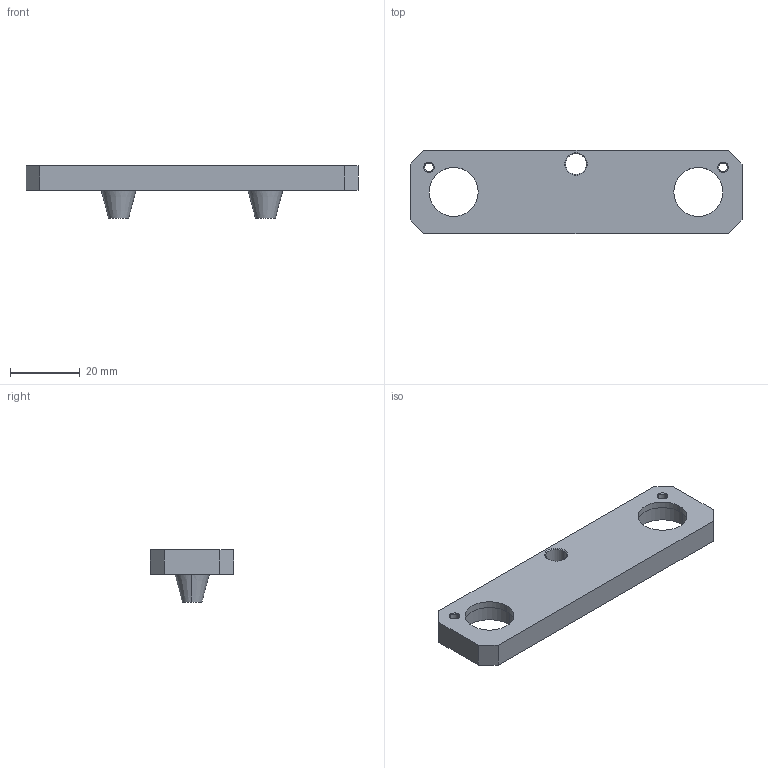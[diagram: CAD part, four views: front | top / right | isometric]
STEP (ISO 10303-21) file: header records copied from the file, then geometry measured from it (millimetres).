
FILE_DESCRIPTION (( 'STEP AP203' ), '1' );
FILE_NAME ('TR_spool_roller_inner_part_v1_0.STEP', '2018-05-17T19:14:18', ( '' ), ( '' ), 'SwSTEP 2.0', 'SolidWorks 2017', '' );
FILE_SCHEMA (( 'CONFIG_CONTROL_DESIGN' ));
Length unit declared in the file: millimetre
Products named in the file (1): TR_spool_roller_inner_part_v1_0
Bounding box: 95 x 24 x 15 mm (x, y, z)
Volume: 13635.6 mm3; surface area: 6618.3 mm2
Topology: 1 solids, 1 shells, 44 faces, 102 edges, 64 vertices
Faces by surface type: cone 16, cylinder 14, plane 14
Entity records: 1355 total; most frequent: DIRECTION 240, CARTESIAN_POINT 211, ORIENTED_EDGE 204, EDGE_CURVE 102, AXIS2_PLACEMENT_3D 93, VERTEX_POINT 64, EDGE_LOOP 58, VECTOR 54
